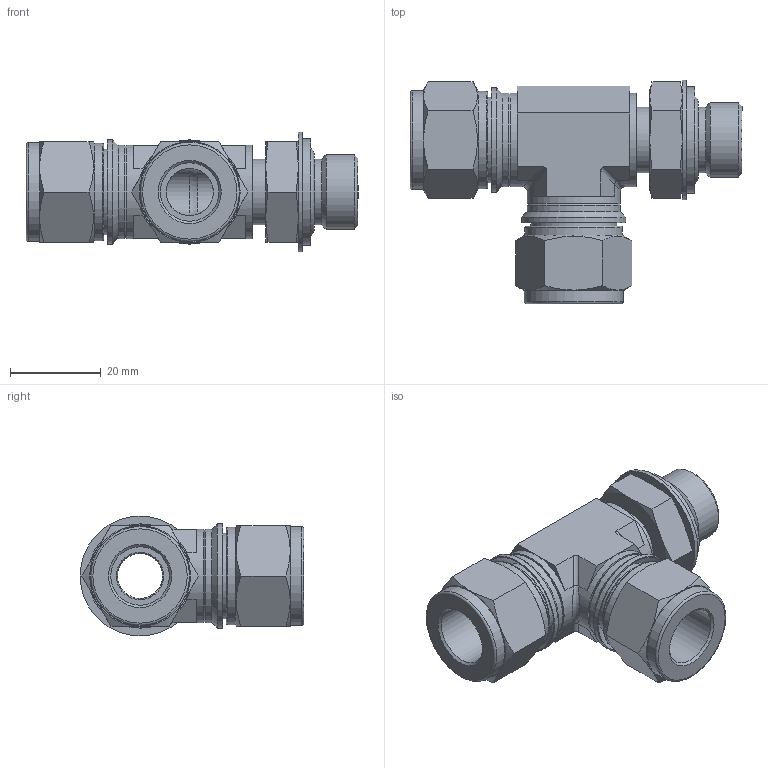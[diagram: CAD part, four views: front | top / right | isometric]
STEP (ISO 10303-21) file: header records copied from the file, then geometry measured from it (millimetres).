
FILE_DESCRIPTION(/* description */ (''),/* implementation_level */ '2;1');
FILE_NAME(/* name */ 'SPMRT-8-6G.stp',/* time_stamp */ '2022-06-03T10:17:45+09:00',/* author */ ('user'),/* organization */ (''),/* preprocessor_version */ 'ST-DEVELOPER v18.1',/* originating_system */ 'Autodesk Inventor 2022',/* authorisation */ '');
FILE_SCHEMA (('AUTOMOTIVE_DESIGN { 1 0 10303 214 3 1 1 }'));
Length unit declared in the file: millimetre
Products named in the file (1): SPMRT-8-6G
Bounding box: 73.2 x 49.3 x 26.4 mm (x, y, z)
Volume: 25066.2 mm3; surface area: 13735.1 mm2
Topology: 1 solids, 1 shells, 147 faces, 340 edges, 213 vertices
Faces by surface type: plane 66, cone 41, cylinder 32, torus 5, bspline 2, sphere 1
Full cylindrical faces by diameter (mm): 9.9 x1, 10.414 x2, 12.9 x2, 14.5 x2, 16.42 x1, 17.2 x2, 17.7 x2, 18.9 x2, 19.3 x1, 20.6 x5, 21.5 x2, 21.8 x2, 23 x2, 23.5 x1, 26.4 x1
Entity records: 4225 total; most frequent: CARTESIAN_POINT 905, DIRECTION 706, ORIENTED_EDGE 680, EDGE_CURVE 340, AXIS2_PLACEMENT_3D 282, VERTEX_POINT 213, EDGE_LOOP 169, FACE_OUTER_BOUND 147
